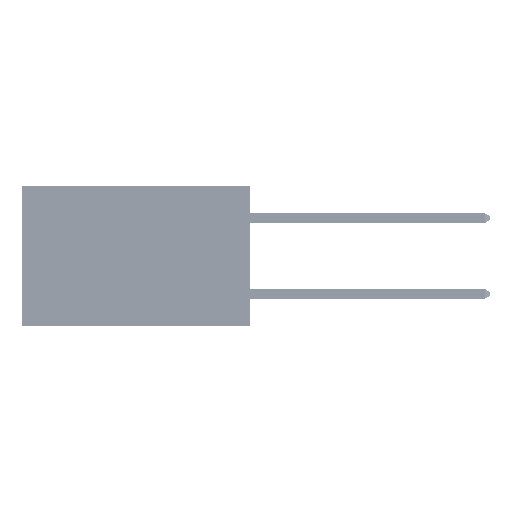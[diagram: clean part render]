
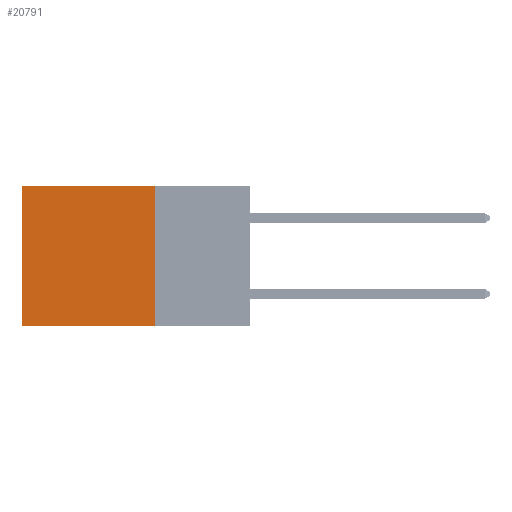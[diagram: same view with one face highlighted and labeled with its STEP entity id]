
A CAD part, left-side view. The second image highlights one B-rep face of the part: STEP entity #20791.
In plain terms, the highlighted planar face has unit normal (-1, 0, 0).
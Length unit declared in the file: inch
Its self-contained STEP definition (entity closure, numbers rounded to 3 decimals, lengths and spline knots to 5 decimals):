
#671 = FACE_OUTER_BOUND ( 'NONE', #13503, .T. ) ;
#985 = VECTOR ( 'NONE', #17536, 39.37008 ) ;
#1488 = DIRECTION ( 'NONE',  ( 0., 0., -1. ) ) ;
#2600 = CARTESIAN_POINT ( 'NONE',  ( 0.2875, 0.6, 0. ) ) ;
#2791 = LINE ( 'NONE', #10008, #31128 ) ;
#4247 = CARTESIAN_POINT ( 'NONE',  ( 0.2875, 0.25, 0. ) ) ;
#4854 = PLANE ( 'NONE',  #23781 ) ;
#8571 = CARTESIAN_POINT ( 'NONE',  ( 0.2875, 0.25, 0. ) ) ;
#9761 = CARTESIAN_POINT ( 'NONE',  ( 0.2875, 0.25, 0. ) ) ;
#10008 = CARTESIAN_POINT ( 'NONE',  ( 0.2875, 0.6, 0. ) ) ;
#13033 = LINE ( 'NONE', #9761, #31549 ) ;
#13503 = EDGE_LOOP ( 'NONE', ( #22904, #18156, #21596, #27785 ) ) ;
#13786 = DIRECTION ( 'NONE',  ( 0., 1., 0. ) ) ;
#13977 = LINE ( 'NONE', #18201, #31336 ) ;
#17536 = DIRECTION ( 'NONE',  ( 0., 1., 0. ) ) ;
#18156 = ORIENTED_EDGE ( 'NONE', *, *, #46479, .F. ) ;
#18201 = CARTESIAN_POINT ( 'NONE',  ( 0.2875, 0.25, 0. ) ) ;
#20791 = ADVANCED_FACE ( 'NONE', ( #671 ), #4854, .F. ) ;
#21003 = VERTEX_POINT ( 'NONE', #2600 ) ;
#21134 = EDGE_CURVE ( 'NONE', #30966, #35905, #13977, .T. ) ;
#21596 = ORIENTED_EDGE ( 'NONE', *, *, #21134, .F. ) ;
#22904 = ORIENTED_EDGE ( 'NONE', *, *, #42161, .T. ) ;
#23781 = AXIS2_PLACEMENT_3D ( 'NONE', #8571, #34487, #1488 ) ;
#26997 = LINE ( 'NONE', #39781, #985 ) ;
#27785 = ORIENTED_EDGE ( 'NONE', *, *, #47131, .T. ) ;
#30966 = VERTEX_POINT ( 'NONE', #4247 ) ;
#31128 = VECTOR ( 'NONE', #40115, 39.37008 ) ;
#31336 = VECTOR ( 'NONE', #33291, 39.37008 ) ;
#31549 = VECTOR ( 'NONE', #13786, 39.37008 ) ;
#33291 = DIRECTION ( 'NONE',  ( 0., 0., -1. ) ) ;
#34487 = DIRECTION ( 'NONE',  ( 1., 0., 0. ) ) ;
#35905 = VERTEX_POINT ( 'NONE', #43936 ) ;
#39781 = CARTESIAN_POINT ( 'NONE',  ( 0.2875, 0.25, -0.37 ) ) ;
#40115 = DIRECTION ( 'NONE',  ( 0., 0., -1. ) ) ;
#42161 = EDGE_CURVE ( 'NONE', #21003, #46353, #2791, .T. ) ;
#43936 = CARTESIAN_POINT ( 'NONE',  ( 0.2875, 0.25, -0.37 ) ) ;
#46353 = VERTEX_POINT ( 'NONE', #46564 ) ;
#46479 = EDGE_CURVE ( 'NONE', #35905, #46353, #26997, .T. ) ;
#46564 = CARTESIAN_POINT ( 'NONE',  ( 0.2875, 0.6, -0.37 ) ) ;
#47131 = EDGE_CURVE ( 'NONE', #30966, #21003, #13033, .T. ) ;
